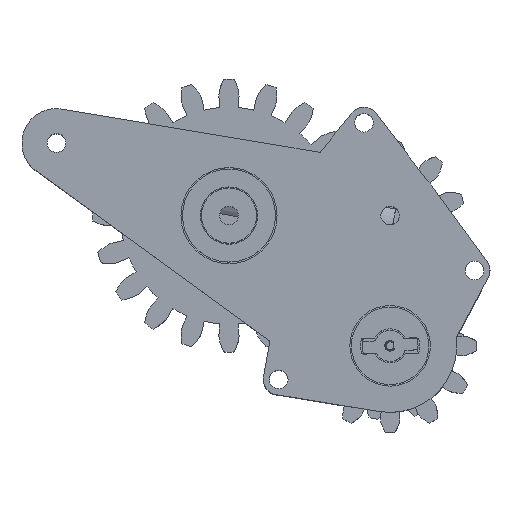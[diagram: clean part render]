
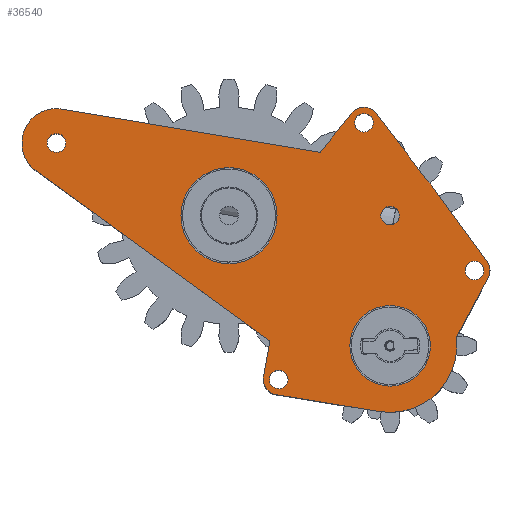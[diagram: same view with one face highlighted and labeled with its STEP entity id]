
A CAD part, top view. The second image highlights one B-rep face of the part: STEP entity #36540.
In plain terms, the highlighted planar face has unit normal (0, 0, 1).
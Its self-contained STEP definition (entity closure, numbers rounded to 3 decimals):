
#2515=FACE_BOUND('',#6677,.T.);
#2516=FACE_BOUND('',#6678,.T.);
#2517=FACE_BOUND('',#6679,.T.);
#2518=FACE_BOUND('',#6680,.T.);
#2519=FACE_BOUND('',#6681,.T.);
#2520=FACE_BOUND('',#6682,.T.);
#2521=FACE_BOUND('',#6683,.T.);
#4511=FACE_OUTER_BOUND('',#6676,.T.);
#6676=EDGE_LOOP('',(#33532,#33533,#33534,#33535,#33536,#33537,#33538,#33539,
#33540,#33541,#33542,#33543,#33544,#33545));
#6677=EDGE_LOOP('',(#33546));
#6678=EDGE_LOOP('',(#33547));
#6679=EDGE_LOOP('',(#33548));
#6680=EDGE_LOOP('',(#33549));
#6681=EDGE_LOOP('',(#33550));
#6682=EDGE_LOOP('',(#33551));
#6683=EDGE_LOOP('',(#33552));
#9456=LINE('',#302882,#11666);
#9457=LINE('',#302886,#11667);
#9458=LINE('',#302888,#11668);
#9459=LINE('',#302892,#11669);
#9460=LINE('',#302896,#11670);
#9461=LINE('',#302900,#11671);
#9462=LINE('',#302904,#11672);
#9463=LINE('',#302907,#11673);
#11666=VECTOR('',#50254,10.);
#11667=VECTOR('',#50257,10.);
#11668=VECTOR('',#50258,10.);
#11669=VECTOR('',#50261,10.);
#11670=VECTOR('',#50264,10.);
#11671=VECTOR('',#50267,10.);
#11672=VECTOR('',#50270,10.);
#11673=VECTOR('',#50273,10.);
#13779=CIRCLE('',#40546,11.132);
#13780=CIRCLE('',#40547,5.);
#13781=CIRCLE('',#40548,21.5);
#13782=CIRCLE('',#40549,5.);
#13783=CIRCLE('',#40550,16.5);
#13784=CIRCLE('',#40551,5.);
#13785=CIRCLE('',#40552,15.5);
#13786=CIRCLE('',#40553,3.);
#13787=CIRCLE('',#40554,3.);
#13788=CIRCLE('',#40555,3.);
#13789=CIRCLE('',#40556,3.);
#13790=CIRCLE('',#40557,13.);
#13791=CIRCLE('',#40558,3.);
#17304=VERTEX_POINT('',#302880);
#17305=VERTEX_POINT('',#302881);
#17306=VERTEX_POINT('',#302883);
#17307=VERTEX_POINT('',#302885);
#17308=VERTEX_POINT('',#302887);
#17309=VERTEX_POINT('',#302889);
#17310=VERTEX_POINT('',#302891);
#17311=VERTEX_POINT('',#302893);
#17312=VERTEX_POINT('',#302895);
#17313=VERTEX_POINT('',#302897);
#17314=VERTEX_POINT('',#302899);
#17315=VERTEX_POINT('',#302901);
#17316=VERTEX_POINT('',#302903);
#17317=VERTEX_POINT('',#302905);
#17318=VERTEX_POINT('',#302908);
#17319=VERTEX_POINT('',#302910);
#17320=VERTEX_POINT('',#302912);
#17321=VERTEX_POINT('',#302914);
#17322=VERTEX_POINT('',#302916);
#17323=VERTEX_POINT('',#302918);
#17324=VERTEX_POINT('',#302920);
#22743=EDGE_CURVE('',#17304,#17305,#9456,.T.);
#22744=EDGE_CURVE('',#17305,#17306,#13779,.T.);
#22745=EDGE_CURVE('',#17307,#17306,#9457,.T.);
#22746=EDGE_CURVE('',#17308,#17307,#9458,.T.);
#22747=EDGE_CURVE('',#17308,#17309,#13780,.T.);
#22748=EDGE_CURVE('',#17309,#17310,#9459,.T.);
#22749=EDGE_CURVE('',#17310,#17311,#13781,.T.);
#22750=EDGE_CURVE('',#17312,#17311,#9460,.T.);
#22751=EDGE_CURVE('',#17312,#17313,#13782,.T.);
#22752=EDGE_CURVE('',#17313,#17314,#9461,.T.);
#22753=EDGE_CURVE('',#17314,#17315,#13783,.T.);
#22754=EDGE_CURVE('',#17315,#17316,#9462,.T.);
#22755=EDGE_CURVE('',#17316,#17317,#13784,.T.);
#22756=EDGE_CURVE('',#17317,#17304,#9463,.T.);
#22757=EDGE_CURVE('',#17318,#17318,#13785,.T.);
#22758=EDGE_CURVE('',#17319,#17319,#13786,.T.);
#22759=EDGE_CURVE('',#17320,#17320,#13787,.T.);
#22760=EDGE_CURVE('',#17321,#17321,#13788,.T.);
#22761=EDGE_CURVE('',#17322,#17322,#13789,.T.);
#22762=EDGE_CURVE('',#17323,#17323,#13790,.T.);
#22763=EDGE_CURVE('',#17324,#17324,#13791,.T.);
#33532=ORIENTED_EDGE('',*,*,#22743,.T.);
#33533=ORIENTED_EDGE('',*,*,#22744,.T.);
#33534=ORIENTED_EDGE('',*,*,#22745,.F.);
#33535=ORIENTED_EDGE('',*,*,#22746,.F.);
#33536=ORIENTED_EDGE('',*,*,#22747,.T.);
#33537=ORIENTED_EDGE('',*,*,#22748,.T.);
#33538=ORIENTED_EDGE('',*,*,#22749,.T.);
#33539=ORIENTED_EDGE('',*,*,#22750,.F.);
#33540=ORIENTED_EDGE('',*,*,#22751,.T.);
#33541=ORIENTED_EDGE('',*,*,#22752,.T.);
#33542=ORIENTED_EDGE('',*,*,#22753,.T.);
#33543=ORIENTED_EDGE('',*,*,#22754,.T.);
#33544=ORIENTED_EDGE('',*,*,#22755,.T.);
#33545=ORIENTED_EDGE('',*,*,#22756,.T.);
#33546=ORIENTED_EDGE('',*,*,#22757,.T.);
#33547=ORIENTED_EDGE('',*,*,#22758,.T.);
#33548=ORIENTED_EDGE('',*,*,#22759,.T.);
#33549=ORIENTED_EDGE('',*,*,#22760,.T.);
#33550=ORIENTED_EDGE('',*,*,#22761,.T.);
#33551=ORIENTED_EDGE('',*,*,#22762,.T.);
#33552=ORIENTED_EDGE('',*,*,#22763,.T.);
#34531=PLANE('',#40545);
#36540=ADVANCED_FACE('',(#4511,#2515,#2516,#2517,#2518,#2519,#2520,#2521),
#34531,.T.);
#40545=AXIS2_PLACEMENT_3D('',#302879,#50252,#50253);
#40546=AXIS2_PLACEMENT_3D('',#302884,#50255,#50256);
#40547=AXIS2_PLACEMENT_3D('',#302890,#50259,#50260);
#40548=AXIS2_PLACEMENT_3D('',#302894,#50262,#50263);
#40549=AXIS2_PLACEMENT_3D('',#302898,#50265,#50266);
#40550=AXIS2_PLACEMENT_3D('',#302902,#50268,#50269);
#40551=AXIS2_PLACEMENT_3D('',#302906,#50271,#50272);
#40552=AXIS2_PLACEMENT_3D('',#302909,#50274,#50275);
#40553=AXIS2_PLACEMENT_3D('',#302911,#50276,#50277);
#40554=AXIS2_PLACEMENT_3D('',#302913,#50278,#50279);
#40555=AXIS2_PLACEMENT_3D('',#302915,#50280,#50281);
#40556=AXIS2_PLACEMENT_3D('',#302917,#50282,#50283);
#40557=AXIS2_PLACEMENT_3D('',#302919,#50284,#50285);
#40558=AXIS2_PLACEMENT_3D('',#302921,#50286,#50287);
#50252=DIRECTION('center_axis',(0.,0.,1.));
#50253=DIRECTION('ref_axis',(1.,0.,0.));
#50254=DIRECTION('',(-0.986,0.165,0.));
#50255=DIRECTION('center_axis',(0.,0.,1.));
#50256=DIRECTION('ref_axis',(1.,0.,0.));
#50257=DIRECTION('',(-0.809,0.588,0.));
#50258=DIRECTION('',(0.177,0.984,0.));
#50259=DIRECTION('center_axis',(0.,0.,1.));
#50260=DIRECTION('ref_axis',(1.,0.,0.));
#50261=DIRECTION('',(0.987,-0.161,0.));
#50262=DIRECTION('center_axis',(0.,0.,1.));
#50263=DIRECTION('ref_axis',(-0.588,-0.809,0.));
#50264=DIRECTION('',(-0.469,-0.883,0.));
#50265=DIRECTION('center_axis',(0.,0.,1.));
#50266=DIRECTION('ref_axis',(1.,0.,0.));
#50267=DIRECTION('',(-0.591,0.807,0.));
#50268=DIRECTION('center_axis',(0.,0.,1.));
#50269=DIRECTION('ref_axis',(0.993,0.119,0.));
#50270=DIRECTION('',(-0.605,0.797,0.));
#50271=DIRECTION('center_axis',(0.,0.,1.));
#50272=DIRECTION('ref_axis',(1.,0.,0.));
#50273=DIRECTION('',(-0.63,-0.777,0.));
#50274=DIRECTION('center_axis',(0.,0.,-1.));
#50275=DIRECTION('ref_axis',(1.,0.,0.));
#50276=DIRECTION('center_axis',(0.,0.,-1.));
#50277=DIRECTION('ref_axis',(1.,0.,0.));
#50278=DIRECTION('center_axis',(0.,0.,-1.));
#50279=DIRECTION('ref_axis',(1.,0.,0.));
#50280=DIRECTION('center_axis',(0.,0.,-1.));
#50281=DIRECTION('ref_axis',(1.,0.,0.));
#50282=DIRECTION('center_axis',(0.,0.,-1.));
#50283=DIRECTION('ref_axis',(1.,0.,0.));
#50284=DIRECTION('center_axis',(0.,0.,-1.));
#50285=DIRECTION('ref_axis',(1.,0.,0.));
#50286=DIRECTION('center_axis',(0.,0.,-1.));
#50287=DIRECTION('ref_axis',(1.,0.,0.));
#302879=CARTESIAN_POINT('Origin',(-31.344,7.826,19.75));
#302880=CARTESIAN_POINT('',(29.38,20.424,19.75));
#302881=CARTESIAN_POINT('',(-52.987,34.231,19.75));
#302882=CARTESIAN_POINT('',(4.133,24.656,19.75));
#302883=CARTESIAN_POINT('',(-62.232,14.426,19.75));
#302884=CARTESIAN_POINT('Origin',(-55.688,23.432,19.75));
#302885=CARTESIAN_POINT('',(13.213,-40.393,19.75));
#302886=CARTESIAN_POINT('',(-8.346,-24.728,19.75));
#302887=CARTESIAN_POINT('',(11.131,-51.975,19.75));
#302888=CARTESIAN_POINT('',(11.131,-51.975,19.75));
#302889=CARTESIAN_POINT('',(14.871,-57.718,19.75));
#302890=CARTESIAN_POINT('Origin',(16.053,-52.859,19.75));
#302891=CARTESIAN_POINT('',(48.532,-63.219,19.75));
#302892=CARTESIAN_POINT('',(14.871,-57.718,19.75));
#302893=CARTESIAN_POINT('',(73.344,-39.415,19.75));
#302894=CARTESIAN_POINT('Origin',(52.,-42.,19.75));
#302895=CARTESIAN_POINT('',(83.643,-20.004,19.75));
#302896=CARTESIAN_POINT('',(83.643,-20.004,19.75));
#302897=CARTESIAN_POINT('',(83.525,-15.108,19.75));
#302898=CARTESIAN_POINT('Origin',(79.226,-17.661,19.75));
#302899=CARTESIAN_POINT('',(65.31,9.752,19.75));
#302900=CARTESIAN_POINT('',(83.525,-15.108,19.75));
#302901=CARTESIAN_POINT('',(63.926,11.403,19.75));
#302902=CARTESIAN_POINT('Origin',(52.,0.,19.75));
#302903=CARTESIAN_POINT('',(47.54,32.993,19.75));
#302904=CARTESIAN_POINT('',(63.926,11.403,19.75));
#302905=CARTESIAN_POINT('',(39.574,32.993,19.75));
#302906=CARTESIAN_POINT('Origin',(43.557,29.97,19.75));
#302907=CARTESIAN_POINT('',(39.574,32.993,19.75));
#302908=CARTESIAN_POINT('',(-15.5,0.,19.75));
#302909=CARTESIAN_POINT('Origin',(0.,0.,
19.75));
#302910=CARTESIAN_POINT('',(76.226,-17.661,19.75));
#302911=CARTESIAN_POINT('Origin',(79.226,-17.661,19.75));
#302912=CARTESIAN_POINT('',(40.557,29.97,19.75));
#302913=CARTESIAN_POINT('Origin',(43.557,29.97,19.75));
#302914=CARTESIAN_POINT('',(13.053,-52.859,19.75));
#302915=CARTESIAN_POINT('Origin',(16.053,-52.859,19.75));
#302916=CARTESIAN_POINT('',(49.,0.,19.75));
#302917=CARTESIAN_POINT('Origin',(52.,0.,19.75));
#302918=CARTESIAN_POINT('',(39.,-42.,19.75));
#302919=CARTESIAN_POINT('Origin',(52.,-42.,19.75));
#302920=CARTESIAN_POINT('',(-58.688,23.432,19.75));
#302921=CARTESIAN_POINT('Origin',(-55.688,23.432,19.75));
